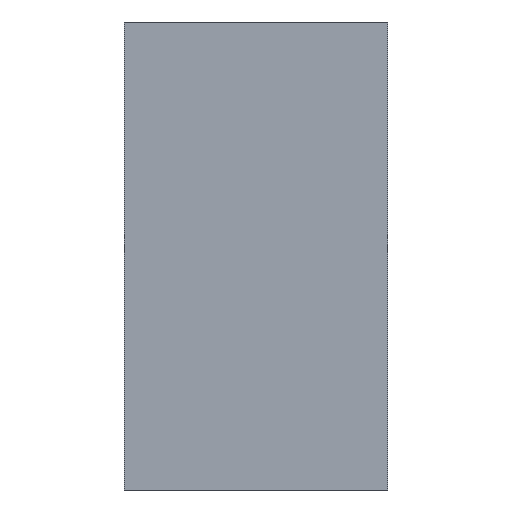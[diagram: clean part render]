
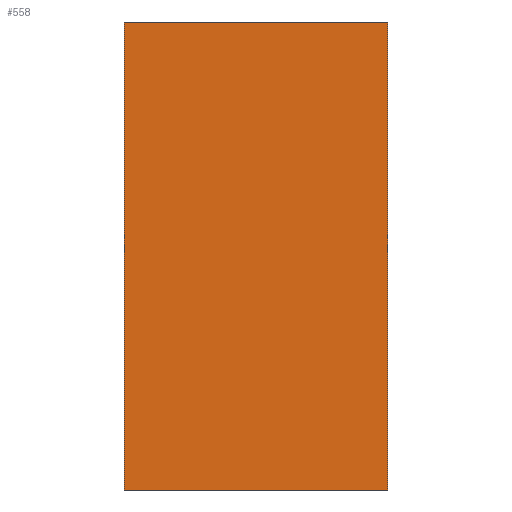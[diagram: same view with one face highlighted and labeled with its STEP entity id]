
A CAD part, left-side view. The second image highlights one B-rep face of the part: STEP entity #558.
In plain terms, the highlighted planar face has unit normal (-1, 0, 0).
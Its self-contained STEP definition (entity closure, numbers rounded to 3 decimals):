
#54=FACE_OUTER_BOUND('',#86,.T.);
#86=EDGE_LOOP('',(#407,#408,#409,#410));
#124=LINE('',#811,#196);
#131=LINE('',#825,#203);
#132=LINE('',#827,#204);
#133=LINE('',#828,#205);
#196=VECTOR('',#670,10.);
#203=VECTOR('',#679,10.);
#204=VECTOR('',#680,10.);
#205=VECTOR('',#681,10.);
#264=VERTEX_POINT('',#808);
#265=VERTEX_POINT('',#810);
#271=VERTEX_POINT('',#824);
#272=VERTEX_POINT('',#826);
#316=EDGE_CURVE('',#264,#265,#124,.T.);
#323=EDGE_CURVE('',#271,#264,#131,.T.);
#324=EDGE_CURVE('',#272,#271,#132,.T.);
#325=EDGE_CURVE('',#265,#272,#133,.T.);
#407=ORIENTED_EDGE('',*,*,#323,.F.);
#408=ORIENTED_EDGE('',*,*,#324,.F.);
#409=ORIENTED_EDGE('',*,*,#325,.F.);
#410=ORIENTED_EDGE('',*,*,#316,.F.);
#526=PLANE('',#616);
#558=ADVANCED_FACE('',(#54),#526,.T.);
#616=AXIS2_PLACEMENT_3D('',#823,#677,#678);
#670=DIRECTION('',(0.,1.,0.));
#677=DIRECTION('center_axis',(-1.,0.,0.));
#678=DIRECTION('ref_axis',(0.,-1.,0.));
#679=DIRECTION('',(0.,0.,-1.));
#680=DIRECTION('',(0.,-1.,0.));
#681=DIRECTION('',(0.,0.,1.));
#808=CARTESIAN_POINT('',(-0.014,-0.014,-0.014));
#810=CARTESIAN_POINT('',(-0.014,0.436,-0.014));
#811=CARTESIAN_POINT('',(-0.014,0.436,-0.014));
#823=CARTESIAN_POINT('Origin',(-0.014,0.436,0.772));
#824=CARTESIAN_POINT('',(-0.014,-0.014,0.786));
#825=CARTESIAN_POINT('',(-0.014,-0.014,0.772));
#826=CARTESIAN_POINT('',(-0.014,0.436,0.786));
#827=CARTESIAN_POINT('',(-0.014,0.436,0.786));
#828=CARTESIAN_POINT('',(-0.014,0.436,0.772));
